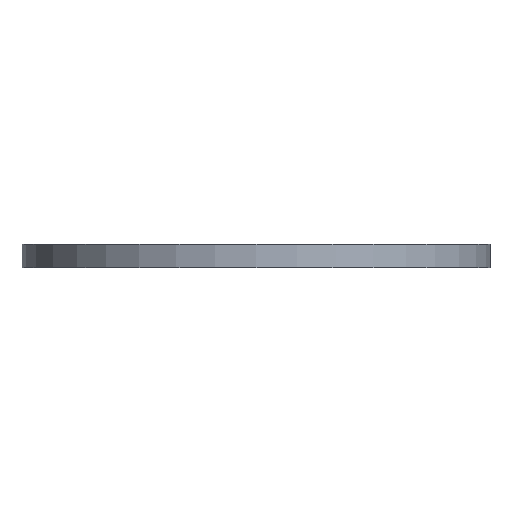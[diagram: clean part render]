
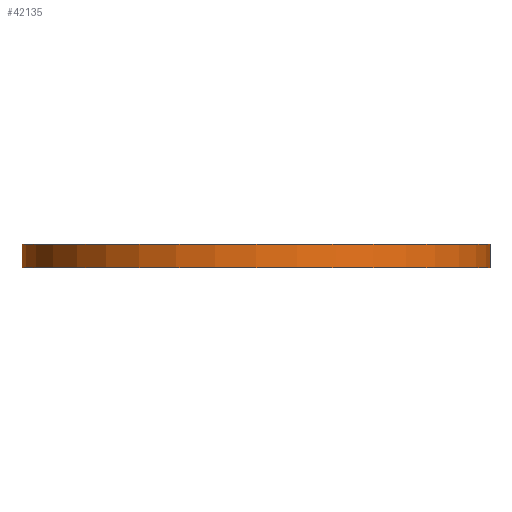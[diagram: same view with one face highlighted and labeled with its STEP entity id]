
A CAD part, front view. The second image highlights one B-rep face of the part: STEP entity #42135.
In plain terms, the highlighted cylindrical face has radius 96.212 mm (diameter 192.425 mm), a partial arc.
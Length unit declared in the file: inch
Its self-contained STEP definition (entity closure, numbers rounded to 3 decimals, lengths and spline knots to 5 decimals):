
#711 = VECTOR ( 'NONE', #34891, 39.37008 ) ;
#1095 = CARTESIAN_POINT ( 'NONE',  ( -3.78789, 0., 0.1875 ) ) ;
#3006 = AXIS2_PLACEMENT_3D ( 'NONE', #39560, #42545, #11841 ) ;
#5256 = CARTESIAN_POINT ( 'NONE',  ( 3.78789, 0., -0.1875 ) ) ;
#5671 = DIRECTION ( 'NONE',  ( 0., 0., 1. ) ) ;
#6302 = AXIS2_PLACEMENT_3D ( 'NONE', #23344, #5671, #15563 ) ;
#6653 = VERTEX_POINT ( 'NONE', #1095 ) ;
#8898 = CYLINDRICAL_SURFACE ( 'NONE', #6302, 3.78789 ) ;
#9513 = EDGE_CURVE ( 'NONE', #11376, #25173, #17919, .T. ) ;
#10196 = CARTESIAN_POINT ( 'NONE',  ( -3.78789, 0., 0. ) ) ;
#10952 = CARTESIAN_POINT ( 'NONE',  ( -3.78789, 0., -0.1875 ) ) ;
#11376 = VERTEX_POINT ( 'NONE', #5256 ) ;
#11841 = DIRECTION ( 'NONE',  ( 0., 1., 0. ) ) ;
#13350 = DIRECTION ( 'NONE',  ( 0., 0., 1. ) ) ;
#14236 = ORIENTED_EDGE ( 'NONE', *, *, #21939, .F. ) ;
#15563 = DIRECTION ( 'NONE',  ( 1., 0., 0. ) ) ;
#17349 = CIRCLE ( 'NONE', #43716, 3.78789 ) ;
#17919 = LINE ( 'NONE', #34672, #711 ) ;
#21939 = EDGE_CURVE ( 'NONE', #6653, #25173, #17349, .T. ) ;
#23344 = CARTESIAN_POINT ( 'NONE',  ( 0., 0., 0. ) ) ;
#25173 = VERTEX_POINT ( 'NONE', #33021 ) ;
#27531 = DIRECTION ( 'NONE',  ( 0., 1., 0. ) ) ;
#30553 = EDGE_LOOP ( 'NONE', ( #45192, #40238, #40537, #14236 ) ) ;
#31216 = VECTOR ( 'NONE', #38340, 39.37008 ) ;
#31489 = EDGE_CURVE ( 'NONE', #37391, #11376, #42511, .T. ) ;
#33021 = CARTESIAN_POINT ( 'NONE',  ( 3.78789, 0., 0.1875 ) ) ;
#34672 = CARTESIAN_POINT ( 'NONE',  ( 3.78789, 0., 0. ) ) ;
#34891 = DIRECTION ( 'NONE',  ( 0., 0., 1. ) ) ;
#36401 = FACE_OUTER_BOUND ( 'NONE', #30553, .T. ) ;
#37391 = VERTEX_POINT ( 'NONE', #10952 ) ;
#38340 = DIRECTION ( 'NONE',  ( 0., 0., 1. ) ) ;
#39560 = CARTESIAN_POINT ( 'NONE',  ( 0., 0., -0.1875 ) ) ;
#39703 = EDGE_CURVE ( 'NONE', #37391, #6653, #41561, .T. ) ;
#40238 = ORIENTED_EDGE ( 'NONE', *, *, #31489, .T. ) ;
#40537 = ORIENTED_EDGE ( 'NONE', *, *, #9513, .T. ) ;
#41561 = LINE ( 'NONE', #10196, #31216 ) ;
#42135 = ADVANCED_FACE ( 'NONE', ( #36401 ), #8898, .T. ) ;
#42511 = CIRCLE ( 'NONE', #3006, 3.78789 ) ;
#42545 = DIRECTION ( 'NONE',  ( 0., 0., 1. ) ) ;
#43716 = AXIS2_PLACEMENT_3D ( 'NONE', #44737, #13350, #27531 ) ;
#44737 = CARTESIAN_POINT ( 'NONE',  ( 0., 0., 0.1875 ) ) ;
#45192 = ORIENTED_EDGE ( 'NONE', *, *, #39703, .F. ) ;
